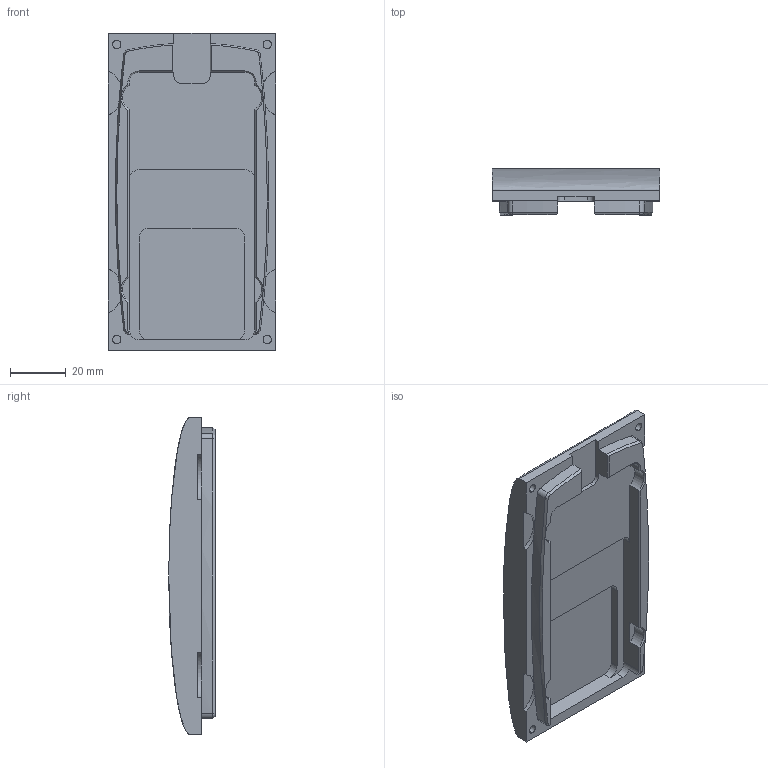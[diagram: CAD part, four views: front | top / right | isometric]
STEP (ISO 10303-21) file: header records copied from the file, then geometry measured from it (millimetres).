
FILE_DESCRIPTION (( 'STEP AP214' ), '1' );
FILE_NAME ('TopCurved.STEP', '2021-04-21T07:55:43', ( '' ), ( '' ), 'SwSTEP 2.0', 'SolidWorks 2020', '' );
FILE_SCHEMA (( 'AUTOMOTIVE_DESIGN' ));
Length unit declared in the file: millimetre
Products named in the file (1): TopCurved
Bounding box: 60 x 16.7 x 114 mm (x, y, z)
Volume: 60102.6 mm3; surface area: 20205 mm2
Topology: 1 solids, 1 shells, 115 faces, 294 edges, 185 vertices
Faces by surface type: plane 55, cylinder 39, cone 19, bspline 2
Entity records: 3790 total; most frequent: CARTESIAN_POINT 928, DIRECTION 616, ORIENTED_EDGE 588, EDGE_CURVE 294, AXIS2_PLACEMENT_3D 233, VERTEX_POINT 185, VECTOR 150, LINE 150
